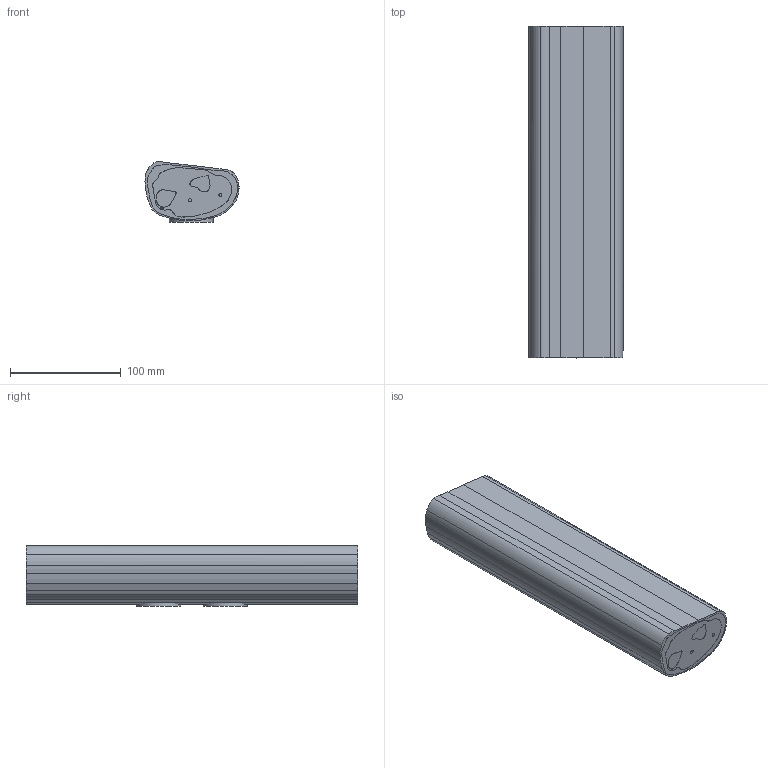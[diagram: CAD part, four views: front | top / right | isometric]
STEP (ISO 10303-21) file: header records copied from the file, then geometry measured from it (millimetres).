
FILE_DESCRIPTION(/* description */ (''),/* implementation_level */ '2;1');
FILE_NAME(/* name */ 'P12.step',/* time_stamp */ '2023-04-01T19:16:48+01:00',/* author */ (''),/* organization */ (''),/* preprocessor_version */ 'ST-DEVELOPER v19.2',/* originating_system */ 'Autodesk Translation Framework v11.17.0.187',/* authorisation */ '');
FILE_SCHEMA (('AUTOMOTIVE_DESIGN { 1 0 10303 214 3 1 1 }'));
Length unit declared in the file: millimetre
Products named in the file (1): P12
Bounding box: 85.04 x 300 x 55.01 mm (x, y, z)
Volume: 1120261.1 mm3; surface area: 403100 mm2
Topology: 10 solids, 10 shells, 184 faces, 492 edges, 328 vertices
Faces by surface type: bspline 160, plane 20, cylinder 4
Full cylindrical faces by diameter (mm): 2.959 x2, 40 x2
Entity records: 6186 total; most frequent: CARTESIAN_POINT 3073, ORIENTED_EDGE 984, EDGE_CURVE 492, VERTEX_POINT 328, DIRECTION 250, EDGE_LOOP 196, FACE_OUTER_BOUND 184, ADVANCED_FACE 184
